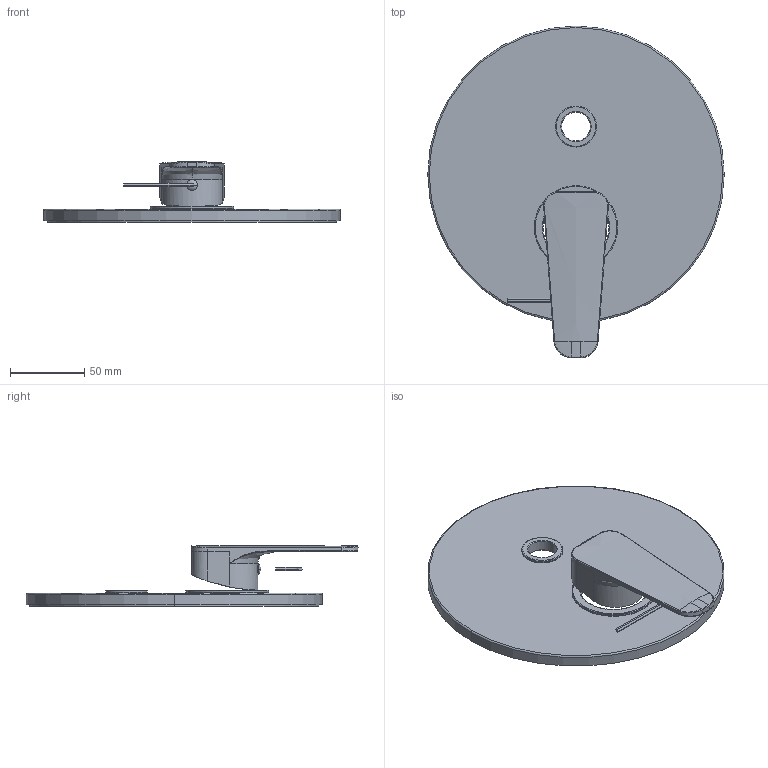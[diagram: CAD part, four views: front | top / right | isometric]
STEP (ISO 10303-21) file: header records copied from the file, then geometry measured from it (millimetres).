
FILE_DESCRIPTION((''),'2;1');
FILE_NAME('SY015CREST_ASM','2021-02-02T16:41:28',('stefano.gianpani'),('PAFFONI SpA'),'CREO PARAMETRIC BY PTC INC, 2020044','CREO PARAMETRIC BY PTC INC, 2020044','');
FILE_SCHEMA(('CONFIG_CONTROL_DESIGN','SHAPE_APPEARANCE_LAYERS_GROUPS'));
Length unit declared in the file: millimetre
Products named in the file (10): 4061190CR; 592305006A2I; TCF0691105CRRB; CHBR25; 8001114_ASM; 4061240CR; 2091129-F; 2091408; 2091267; SY015CREST_ASM
Assembly tree (9 placements, depth 3):
  SY015CREST_ASM
    4061190CR
    8001114_ASM
      592305006A2I
      TCF0691105CRRB
      CHBR25
    4061240CR
    2091129-F
    2091408
    2091267
Bounding box: 200 x 223.98 x 41 mm (x, y, z)
Volume: 169660.1 mm3; surface area: 125830.3 mm2
Topology: 8 solids, 10 shells, 214 faces, 491 edges, 303 vertices
Faces by surface type: plane 64, cylinder 54, bspline 45, torus 28, cone 19, extrusion 2, sphere 2
Entity records: 11272 total; most frequent: CARTESIAN_POINT 4842, ORIENTED_EDGE 970, DIRECTION 955, PRESENTATION_STYLE_ASSIGNMENT 499, STYLED_ITEM 499, CURVE_STYLE 489, EDGE_CURVE 489, AXIS2_PLACEMENT_3D 377
